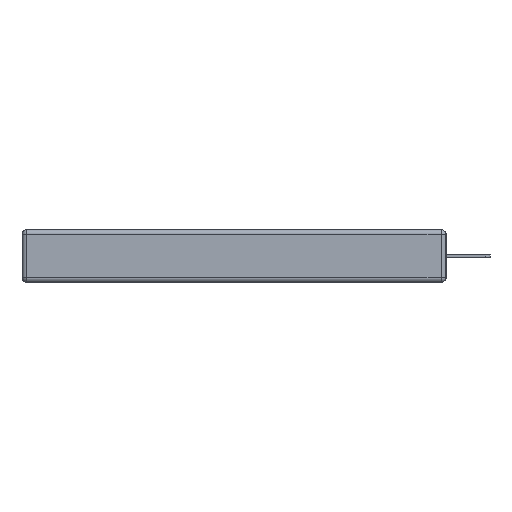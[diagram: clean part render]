
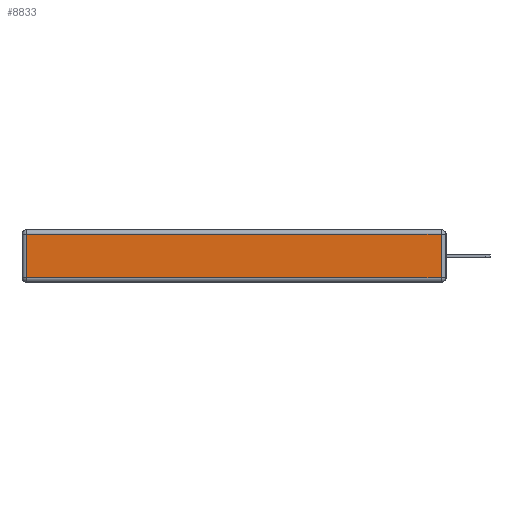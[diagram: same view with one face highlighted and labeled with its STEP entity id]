
A CAD part, left-side view. The second image highlights one B-rep face of the part: STEP entity #8833.
In plain terms, the highlighted planar face has unit normal (-1, 0, 0).
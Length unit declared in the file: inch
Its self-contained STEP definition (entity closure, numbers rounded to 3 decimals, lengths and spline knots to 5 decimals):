
#224 = VECTOR ( 'NONE', #4017, 39.37008 ) ;
#248 = DIRECTION ( 'NONE',  ( 0., 0., 1. ) ) ;
#732 = LINE ( 'NONE', #11401, #4846 ) ;
#1670 = ORIENTED_EDGE ( 'NONE', *, *, #13859, .T. ) ;
#3370 = CARTESIAN_POINT ( 'NONE',  ( 0., 2.72, -0.03 ) ) ;
#3600 = LINE ( 'NONE', #7462, #17242 ) ;
#3877 = CARTESIAN_POINT ( 'NONE',  ( 0., 0.03, -0.313 ) ) ;
#4017 = DIRECTION ( 'NONE',  ( 0., 0., 1. ) ) ;
#4846 = VECTOR ( 'NONE', #9752, 39.37008 ) ;
#6955 = AXIS2_PLACEMENT_3D ( 'NONE', #15636, #10589, #248 ) ;
#7462 = CARTESIAN_POINT ( 'NONE',  ( 0., 2.72, -0.343 ) ) ;
#8245 = CARTESIAN_POINT ( 'NONE',  ( 0., 2.75, -0.03 ) ) ;
#8833 = ADVANCED_FACE ( 'NONE', ( #20277 ), #8889, .T. ) ;
#8889 = PLANE ( 'NONE',  #6955 ) ;
#9343 = VERTEX_POINT ( 'NONE', #3370 ) ;
#9436 = LINE ( 'NONE', #14334, #224 ) ;
#9752 = DIRECTION ( 'NONE',  ( 0., -1., 0. ) ) ;
#10037 = VERTEX_POINT ( 'NONE', #3877 ) ;
#10589 = DIRECTION ( 'NONE',  ( -1., 0., 0. ) ) ;
#10901 = DIRECTION ( 'NONE',  ( 0., 0., -1. ) ) ;
#11401 = CARTESIAN_POINT ( 'NONE',  ( 0., 0., -0.313 ) ) ;
#11819 = VERTEX_POINT ( 'NONE', #12079 ) ;
#12079 = CARTESIAN_POINT ( 'NONE',  ( 0., 2.72, -0.313 ) ) ;
#13859 = EDGE_CURVE ( 'NONE', #9343, #11819, #3600, .T. ) ;
#13990 = LINE ( 'NONE', #8245, #17900 ) ;
#14334 = CARTESIAN_POINT ( 'NONE',  ( 0., 0.03, -0.343 ) ) ;
#14386 = ORIENTED_EDGE ( 'NONE', *, *, #21159, .T. ) ;
#14845 = EDGE_CURVE ( 'NONE', #17470, #9343, #13990, .T. ) ;
#15636 = CARTESIAN_POINT ( 'NONE',  ( 0., 0., -0.343 ) ) ;
#16260 = CARTESIAN_POINT ( 'NONE',  ( 0., 0.03, -0.03 ) ) ;
#16742 = DIRECTION ( 'NONE',  ( 0., 1., 0. ) ) ;
#17242 = VECTOR ( 'NONE', #10901, 39.37008 ) ;
#17268 = EDGE_LOOP ( 'NONE', ( #20541, #14386, #19253, #1670 ) ) ;
#17470 = VERTEX_POINT ( 'NONE', #16260 ) ;
#17900 = VECTOR ( 'NONE', #16742, 39.37008 ) ;
#19253 = ORIENTED_EDGE ( 'NONE', *, *, #14845, .T. ) ;
#20277 = FACE_OUTER_BOUND ( 'NONE', #17268, .T. ) ;
#20541 = ORIENTED_EDGE ( 'NONE', *, *, #21975, .T. ) ;
#21159 = EDGE_CURVE ( 'NONE', #10037, #17470, #9436, .T. ) ;
#21975 = EDGE_CURVE ( 'NONE', #11819, #10037, #732, .T. ) ;
